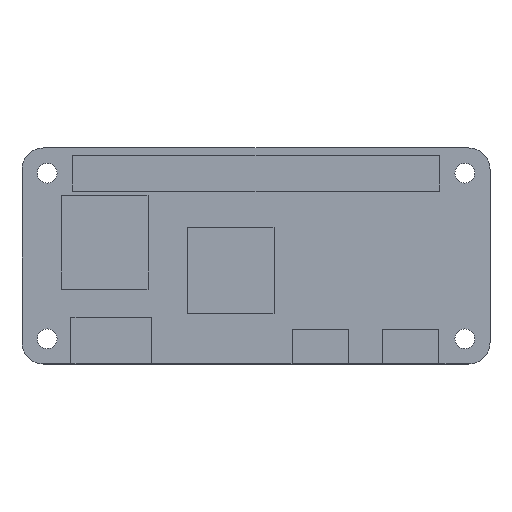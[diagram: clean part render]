
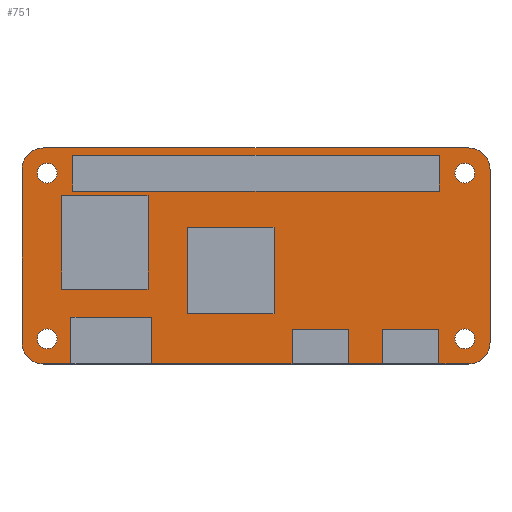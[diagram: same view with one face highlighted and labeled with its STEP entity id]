
A CAD part, top view. The second image highlights one B-rep face of the part: STEP entity #751.
In plain terms, the highlighted planar face has unit normal (0, 0, 1).
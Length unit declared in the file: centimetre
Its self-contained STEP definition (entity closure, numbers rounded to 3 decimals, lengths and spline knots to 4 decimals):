
#18=LINE('',#1075,#106);
#19=LINE('',#1077,#107);
#20=LINE('',#1079,#108);
#21=LINE('',#1081,#109);
#22=LINE('',#1083,#110);
#23=LINE('',#1085,#111);
#24=LINE('',#1087,#112);
#25=LINE('',#1089,#113);
#26=LINE('',#1091,#114);
#27=LINE('',#1093,#115);
#28=LINE('',#1097,#116);
#29=LINE('',#1101,#117);
#30=LINE('',#1105,#118);
#31=LINE('',#1109,#119);
#32=LINE('',#1111,#120);
#33=LINE('',#1112,#121);
#34=LINE('',#1115,#122);
#35=LINE('',#1117,#123);
#36=LINE('',#1119,#124);
#37=LINE('',#1120,#125);
#38=LINE('',#1123,#126);
#39=LINE('',#1125,#127);
#40=LINE('',#1127,#128);
#41=LINE('',#1128,#129);
#42=LINE('',#1131,#130);
#43=LINE('',#1133,#131);
#44=LINE('',#1135,#132);
#45=LINE('',#1136,#133);
#106=VECTOR('',#875,100.);
#107=VECTOR('',#876,100.);
#108=VECTOR('',#877,100.);
#109=VECTOR('',#878,100.);
#110=VECTOR('',#879,100.);
#111=VECTOR('',#880,100.);
#112=VECTOR('',#881,100.);
#113=VECTOR('',#882,100.);
#114=VECTOR('',#883,100.);
#115=VECTOR('',#884,100.);
#116=VECTOR('',#887,100.);
#117=VECTOR('',#890,100.);
#118=VECTOR('',#893,100.);
#119=VECTOR('',#896,100.);
#120=VECTOR('',#897,100.);
#121=VECTOR('',#898,100.);
#122=VECTOR('',#899,100.);
#123=VECTOR('',#900,100.);
#124=VECTOR('',#901,100.);
#125=VECTOR('',#902,100.);
#126=VECTOR('',#903,100.);
#127=VECTOR('',#904,100.);
#128=VECTOR('',#905,100.);
#129=VECTOR('',#906,100.);
#130=VECTOR('',#907,100.);
#131=VECTOR('',#908,100.);
#132=VECTOR('',#909,100.);
#133=VECTOR('',#910,100.);
#194=PLANE('',#802);
#231=FACE_BOUND('',#292,.T.);
#232=FACE_BOUND('',#293,.T.);
#233=FACE_BOUND('',#294,.T.);
#234=FACE_BOUND('',#295,.T.);
#235=FACE_BOUND('',#296,.T.);
#236=FACE_BOUND('',#297,.T.);
#237=FACE_BOUND('',#298,.T.);
#246=FACE_OUTER_BOUND('',#291,.T.);
#291=EDGE_LOOP('',(#539,#540,#541,#542,#543,#544,#545,#546,#547,#548,#549,
#550,#551,#552,#553,#554,#555,#556,#557,#558));
#292=EDGE_LOOP('',(#559,#560,#561,#562));
#293=EDGE_LOOP('',(#563));
#294=EDGE_LOOP('',(#564));
#295=EDGE_LOOP('',(#565));
#296=EDGE_LOOP('',(#566));
#297=EDGE_LOOP('',(#567,#568,#569,#570));
#298=EDGE_LOOP('',(#571,#572,#573,#574));
#339=CIRCLE('',#791,0.1375);
#341=CIRCLE('',#794,0.1375);
#343=CIRCLE('',#797,0.1375);
#345=CIRCLE('',#800,0.1375);
#347=CIRCLE('',#803,0.3);
#348=CIRCLE('',#804,0.3);
#349=CIRCLE('',#805,0.3);
#350=CIRCLE('',#806,0.3);
#355=VERTEX_POINT('',#1053);
#357=VERTEX_POINT('',#1058);
#359=VERTEX_POINT('',#1063);
#361=VERTEX_POINT('',#1068);
#363=VERTEX_POINT('',#1073);
#364=VERTEX_POINT('',#1074);
#365=VERTEX_POINT('',#1076);
#366=VERTEX_POINT('',#1078);
#367=VERTEX_POINT('',#1080);
#368=VERTEX_POINT('',#1082);
#369=VERTEX_POINT('',#1084);
#370=VERTEX_POINT('',#1086);
#371=VERTEX_POINT('',#1088);
#372=VERTEX_POINT('',#1090);
#373=VERTEX_POINT('',#1092);
#374=VERTEX_POINT('',#1094);
#375=VERTEX_POINT('',#1096);
#376=VERTEX_POINT('',#1098);
#377=VERTEX_POINT('',#1100);
#378=VERTEX_POINT('',#1102);
#379=VERTEX_POINT('',#1104);
#380=VERTEX_POINT('',#1106);
#381=VERTEX_POINT('',#1108);
#382=VERTEX_POINT('',#1110);
#383=VERTEX_POINT('',#1113);
#384=VERTEX_POINT('',#1114);
#385=VERTEX_POINT('',#1116);
#386=VERTEX_POINT('',#1118);
#387=VERTEX_POINT('',#1121);
#388=VERTEX_POINT('',#1122);
#389=VERTEX_POINT('',#1124);
#390=VERTEX_POINT('',#1126);
#391=VERTEX_POINT('',#1129);
#392=VERTEX_POINT('',#1130);
#393=VERTEX_POINT('',#1132);
#394=VERTEX_POINT('',#1134);
#427=EDGE_CURVE('',#355,#355,#339,.T.);
#429=EDGE_CURVE('',#357,#357,#341,.T.);
#431=EDGE_CURVE('',#359,#359,#343,.T.);
#433=EDGE_CURVE('',#361,#361,#345,.T.);
#435=EDGE_CURVE('',#363,#364,#18,.T.);
#436=EDGE_CURVE('',#363,#365,#19,.T.);
#437=EDGE_CURVE('',#366,#365,#20,.T.);
#438=EDGE_CURVE('',#367,#366,#21,.T.);
#439=EDGE_CURVE('',#368,#367,#22,.T.);
#440=EDGE_CURVE('',#368,#369,#23,.T.);
#441=EDGE_CURVE('',#370,#369,#24,.T.);
#442=EDGE_CURVE('',#371,#370,#25,.T.);
#443=EDGE_CURVE('',#372,#371,#26,.T.);
#444=EDGE_CURVE('',#372,#373,#27,.T.);
#445=EDGE_CURVE('',#373,#374,#347,.T.);
#446=EDGE_CURVE('',#374,#375,#28,.T.);
#447=EDGE_CURVE('',#375,#376,#348,.T.);
#448=EDGE_CURVE('',#376,#377,#29,.T.);
#449=EDGE_CURVE('',#377,#378,#349,.T.);
#450=EDGE_CURVE('',#378,#379,#30,.T.);
#451=EDGE_CURVE('',#379,#380,#350,.T.);
#452=EDGE_CURVE('',#380,#381,#31,.T.);
#453=EDGE_CURVE('',#382,#381,#32,.T.);
#454=EDGE_CURVE('',#364,#382,#33,.T.);
#455=EDGE_CURVE('',#383,#384,#34,.T.);
#456=EDGE_CURVE('',#385,#383,#35,.T.);
#457=EDGE_CURVE('',#386,#385,#36,.T.);
#458=EDGE_CURVE('',#384,#386,#37,.T.);
#459=EDGE_CURVE('',#387,#388,#38,.T.);
#460=EDGE_CURVE('',#389,#387,#39,.T.);
#461=EDGE_CURVE('',#390,#389,#40,.T.);
#462=EDGE_CURVE('',#388,#390,#41,.T.);
#463=EDGE_CURVE('',#391,#392,#42,.T.);
#464=EDGE_CURVE('',#393,#391,#43,.T.);
#465=EDGE_CURVE('',#394,#393,#44,.T.);
#466=EDGE_CURVE('',#392,#394,#45,.T.);
#539=ORIENTED_EDGE('',*,*,#435,.F.);
#540=ORIENTED_EDGE('',*,*,#436,.T.);
#541=ORIENTED_EDGE('',*,*,#437,.F.);
#542=ORIENTED_EDGE('',*,*,#438,.F.);
#543=ORIENTED_EDGE('',*,*,#439,.F.);
#544=ORIENTED_EDGE('',*,*,#440,.T.);
#545=ORIENTED_EDGE('',*,*,#441,.F.);
#546=ORIENTED_EDGE('',*,*,#442,.F.);
#547=ORIENTED_EDGE('',*,*,#443,.F.);
#548=ORIENTED_EDGE('',*,*,#444,.T.);
#549=ORIENTED_EDGE('',*,*,#445,.T.);
#550=ORIENTED_EDGE('',*,*,#446,.T.);
#551=ORIENTED_EDGE('',*,*,#447,.T.);
#552=ORIENTED_EDGE('',*,*,#448,.T.);
#553=ORIENTED_EDGE('',*,*,#449,.T.);
#554=ORIENTED_EDGE('',*,*,#450,.T.);
#555=ORIENTED_EDGE('',*,*,#451,.T.);
#556=ORIENTED_EDGE('',*,*,#452,.T.);
#557=ORIENTED_EDGE('',*,*,#453,.F.);
#558=ORIENTED_EDGE('',*,*,#454,.F.);
#559=ORIENTED_EDGE('',*,*,#455,.F.);
#560=ORIENTED_EDGE('',*,*,#456,.F.);
#561=ORIENTED_EDGE('',*,*,#457,.F.);
#562=ORIENTED_EDGE('',*,*,#458,.F.);
#563=ORIENTED_EDGE('',*,*,#429,.F.);
#564=ORIENTED_EDGE('',*,*,#433,.F.);
#565=ORIENTED_EDGE('',*,*,#431,.F.);
#566=ORIENTED_EDGE('',*,*,#427,.F.);
#567=ORIENTED_EDGE('',*,*,#459,.F.);
#568=ORIENTED_EDGE('',*,*,#460,.F.);
#569=ORIENTED_EDGE('',*,*,#461,.F.);
#570=ORIENTED_EDGE('',*,*,#462,.F.);
#571=ORIENTED_EDGE('',*,*,#463,.F.);
#572=ORIENTED_EDGE('',*,*,#464,.F.);
#573=ORIENTED_EDGE('',*,*,#465,.F.);
#574=ORIENTED_EDGE('',*,*,#466,.F.);
#751=ADVANCED_FACE('',(#246,#231,#232,#233,#234,#235,#236,#237),#194,.T.);
#791=AXIS2_PLACEMENT_3D('',#1054,#851,#852);
#794=AXIS2_PLACEMENT_3D('',#1059,#857,#858);
#797=AXIS2_PLACEMENT_3D('',#1064,#863,#864);
#800=AXIS2_PLACEMENT_3D('',#1069,#869,#870);
#802=AXIS2_PLACEMENT_3D('',#1072,#873,#874);
#803=AXIS2_PLACEMENT_3D('',#1095,#885,#886);
#804=AXIS2_PLACEMENT_3D('',#1099,#888,#889);
#805=AXIS2_PLACEMENT_3D('',#1103,#891,#892);
#806=AXIS2_PLACEMENT_3D('',#1107,#894,#895);
#851=DIRECTION('center_axis',(0.,0.,1.));
#852=DIRECTION('ref_axis',(1.,0.,0.));
#857=DIRECTION('center_axis',(0.,0.,1.));
#858=DIRECTION('ref_axis',(1.,0.,0.));
#863=DIRECTION('center_axis',(0.,0.,1.));
#864=DIRECTION('ref_axis',(1.,0.,0.));
#869=DIRECTION('center_axis',(0.,0.,1.));
#870=DIRECTION('ref_axis',(1.,0.,0.));
#873=DIRECTION('center_axis',(0.,0.,1.));
#874=DIRECTION('ref_axis',(1.,0.,0.));
#875=DIRECTION('',(0.,1.,0.));
#876=DIRECTION('',(1.,0.,0.));
#877=DIRECTION('',(0.,-1.,0.));
#878=DIRECTION('',(-1.,0.,0.));
#879=DIRECTION('',(0.,1.,0.));
#880=DIRECTION('',(1.,0.,0.));
#881=DIRECTION('',(0.,-1.,0.));
#882=DIRECTION('',(-1.,0.,0.));
#883=DIRECTION('',(0.,1.,0.));
#884=DIRECTION('',(1.,0.,0.));
#885=DIRECTION('center_axis',(0.,0.,1.));
#886=DIRECTION('ref_axis',(1.,0.,0.));
#887=DIRECTION('',(0.,1.,0.));
#888=DIRECTION('center_axis',(0.,0.,1.));
#889=DIRECTION('ref_axis',(1.,0.,0.));
#890=DIRECTION('',(-1.,0.,0.));
#891=DIRECTION('center_axis',(0.,0.,1.));
#892=DIRECTION('ref_axis',(1.,0.,0.));
#893=DIRECTION('',(0.,-1.,0.));
#894=DIRECTION('center_axis',(0.,0.,1.));
#895=DIRECTION('ref_axis',(-1.,0.,0.));
#896=DIRECTION('',(1.,0.,0.));
#897=DIRECTION('',(0.,-1.,0.));
#898=DIRECTION('',(-1.,0.,0.));
#899=DIRECTION('',(0.,1.,0.));
#900=DIRECTION('',(1.,0.,0.));
#901=DIRECTION('',(0.,-1.,0.));
#902=DIRECTION('',(-1.,0.,0.));
#903=DIRECTION('',(0.,1.,0.));
#904=DIRECTION('',(1.,0.,0.));
#905=DIRECTION('',(0.,-1.,0.));
#906=DIRECTION('',(-1.,0.,0.));
#907=DIRECTION('',(0.,1.,0.));
#908=DIRECTION('',(1.,0.,0.));
#909=DIRECTION('',(0.,-1.,0.));
#910=DIRECTION('',(-1.,0.,0.));
#1053=CARTESIAN_POINT('',(2.7625,1.15,0.1));
#1054=CARTESIAN_POINT('Origin',(2.9,1.15,0.1));
#1058=CARTESIAN_POINT('',(2.7625,-1.15,0.1));
#1059=CARTESIAN_POINT('Origin',(2.9,-1.15,0.1));
#1063=CARTESIAN_POINT('',(-3.0375,-1.15,0.1));
#1064=CARTESIAN_POINT('Origin',(-2.9,-1.15,0.1));
#1068=CARTESIAN_POINT('',(-3.0375,1.15,0.1));
#1069=CARTESIAN_POINT('Origin',(-2.9,1.15,0.1));
#1072=CARTESIAN_POINT('Origin',(2.95,1.2,0.1));
#1073=CARTESIAN_POINT('',(-1.45,-1.5,0.1));
#1074=CARTESIAN_POINT('',(-1.45,-0.85,0.1));
#1075=CARTESIAN_POINT('',(-1.45,-0.85,0.1));
#1076=CARTESIAN_POINT('',(0.5,-1.5,0.1));
#1077=CARTESIAN_POINT('',(2.95,-1.5,0.1));
#1078=CARTESIAN_POINT('',(0.5,-1.02,0.1));
#1079=CARTESIAN_POINT('',(0.5,-1.02,0.1));
#1080=CARTESIAN_POINT('',(1.28,-1.02,0.1));
#1081=CARTESIAN_POINT('',(0.5,-1.02,0.1));
#1082=CARTESIAN_POINT('',(1.28,-1.5,0.1));
#1083=CARTESIAN_POINT('',(1.28,-1.02,0.1));
#1084=CARTESIAN_POINT('',(1.76,-1.5,0.1));
#1085=CARTESIAN_POINT('',(2.95,-1.5,0.1));
#1086=CARTESIAN_POINT('',(1.76,-1.02,0.1));
#1087=CARTESIAN_POINT('',(1.76,-1.02,0.1));
#1088=CARTESIAN_POINT('',(2.54,-1.02,0.1));
#1089=CARTESIAN_POINT('',(1.76,-1.02,0.1));
#1090=CARTESIAN_POINT('',(2.54,-1.5,0.1));
#1091=CARTESIAN_POINT('',(2.54,-1.02,0.1));
#1092=CARTESIAN_POINT('',(2.95,-1.5,0.1));
#1093=CARTESIAN_POINT('',(2.95,-1.5,0.1));
#1094=CARTESIAN_POINT('',(3.25,-1.2,0.1));
#1095=CARTESIAN_POINT('Origin',(2.95,-1.2,0.1));
#1096=CARTESIAN_POINT('',(3.25,1.2,0.1));
#1097=CARTESIAN_POINT('',(3.25,-1.2,0.1));
#1098=CARTESIAN_POINT('',(2.95,1.5,0.1));
#1099=CARTESIAN_POINT('Origin',(2.95,1.2,0.1));
#1100=CARTESIAN_POINT('',(-2.95,1.5,0.1));
#1101=CARTESIAN_POINT('',(2.95,1.5,0.1));
#1102=CARTESIAN_POINT('',(-3.25,1.2,0.1));
#1103=CARTESIAN_POINT('Origin',(-2.95,1.2,0.1));
#1104=CARTESIAN_POINT('',(-3.25,-1.2,0.1));
#1105=CARTESIAN_POINT('',(-3.25,-1.2,0.1));
#1106=CARTESIAN_POINT('',(-2.95,-1.5,0.1));
#1107=CARTESIAN_POINT('Origin',(-2.95,-1.2,0.1));
#1108=CARTESIAN_POINT('',(-2.57,-1.5,0.1));
#1109=CARTESIAN_POINT('',(2.95,-1.5,0.1));
#1110=CARTESIAN_POINT('',(-2.57,-0.85,0.1));
#1111=CARTESIAN_POINT('',(-2.57,-0.85,0.1));
#1112=CARTESIAN_POINT('',(-2.57,-0.85,0.1));
#1113=CARTESIAN_POINT('',(2.545,0.9,0.1));
#1114=CARTESIAN_POINT('',(2.545,1.4,0.1));
#1115=CARTESIAN_POINT('',(2.545,0.9,0.1));
#1116=CARTESIAN_POINT('',(-2.545,0.9,0.1));
#1117=CARTESIAN_POINT('',(-2.545,0.9,0.1));
#1118=CARTESIAN_POINT('',(-2.545,1.4,0.1));
#1119=CARTESIAN_POINT('',(-2.545,0.9,0.1));
#1120=CARTESIAN_POINT('',(-2.545,1.4,0.1));
#1121=CARTESIAN_POINT('',(0.25,-0.8,0.1));
#1122=CARTESIAN_POINT('',(0.25,0.4,0.1));
#1123=CARTESIAN_POINT('',(0.25,-0.8,0.1));
#1124=CARTESIAN_POINT('',(-0.95,-0.8,0.1));
#1125=CARTESIAN_POINT('',(-0.95,-0.8,0.1));
#1126=CARTESIAN_POINT('',(-0.95,0.4,0.1));
#1127=CARTESIAN_POINT('',(-0.95,-0.8,0.1));
#1128=CARTESIAN_POINT('',(-0.95,0.4,0.1));
#1129=CARTESIAN_POINT('',(-1.5,-0.46,0.1));
#1130=CARTESIAN_POINT('',(-1.5,0.84,0.1));
#1131=CARTESIAN_POINT('',(-1.5,0.84,0.1));
#1132=CARTESIAN_POINT('',(-2.7,-0.46,0.1));
#1133=CARTESIAN_POINT('',(-2.7,-0.46,0.1));
#1134=CARTESIAN_POINT('',(-2.7,0.84,0.1));
#1135=CARTESIAN_POINT('',(-2.7,0.84,0.1));
#1136=CARTESIAN_POINT('',(-2.7,0.84,0.1));
